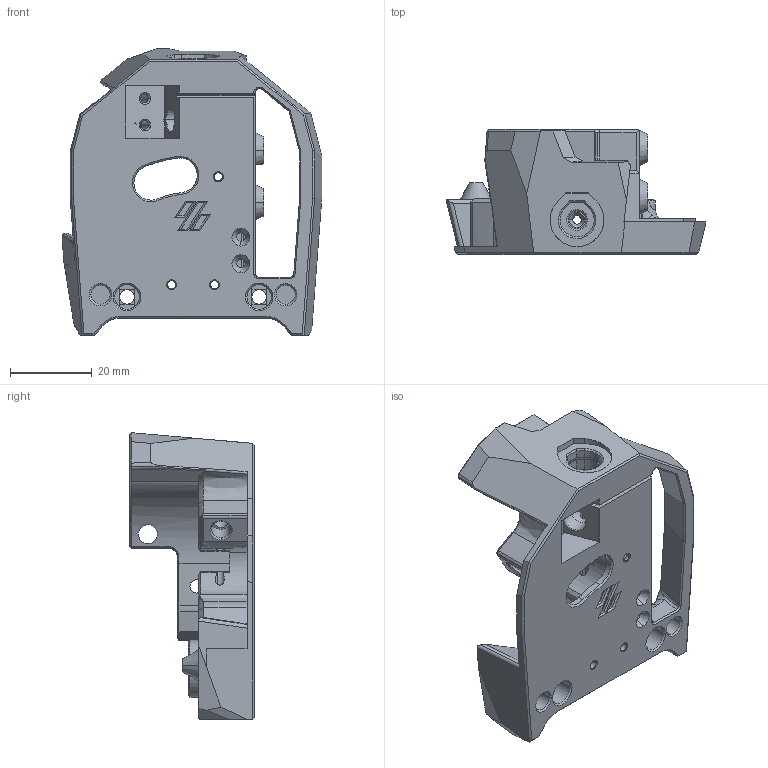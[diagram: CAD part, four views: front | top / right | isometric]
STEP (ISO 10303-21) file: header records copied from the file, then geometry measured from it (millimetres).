
FILE_DESCRIPTION (( 'STEP AP214' ), '1' );
FILE_NAME ('front_body_ECAS_coupler-0.STEP', '2025-03-05T08:45:09', ( '' ), ( '' ), 'SwSTEP 2.0', 'SolidWorks 2023', '' );
FILE_SCHEMA (( 'AUTOMOTIVE_DESIGN' ));
Length unit declared in the file: millimetre
Products named in the file (1): front_body_ECAS_coupler-0
Bounding box: 63.77 x 30.6 x 70.3 mm (x, y, z)
Volume: 31513.5 mm3; surface area: 16755.9 mm2
Topology: 1 solids, 1 shells, 622 faces, 1655 edges, 1045 vertices
Faces by surface type: plane 291, cylinder 150, cone 107, bspline 61, torus 13
Entity records: 21388 total; most frequent: CARTESIAN_POINT 6384, ORIENTED_EDGE 3302, DIRECTION 2878, EDGE_CURVE 1651, VERTEX_POINT 1045, AXIS2_PLACEMENT_3D 966, VECTOR 946, LINE 946
